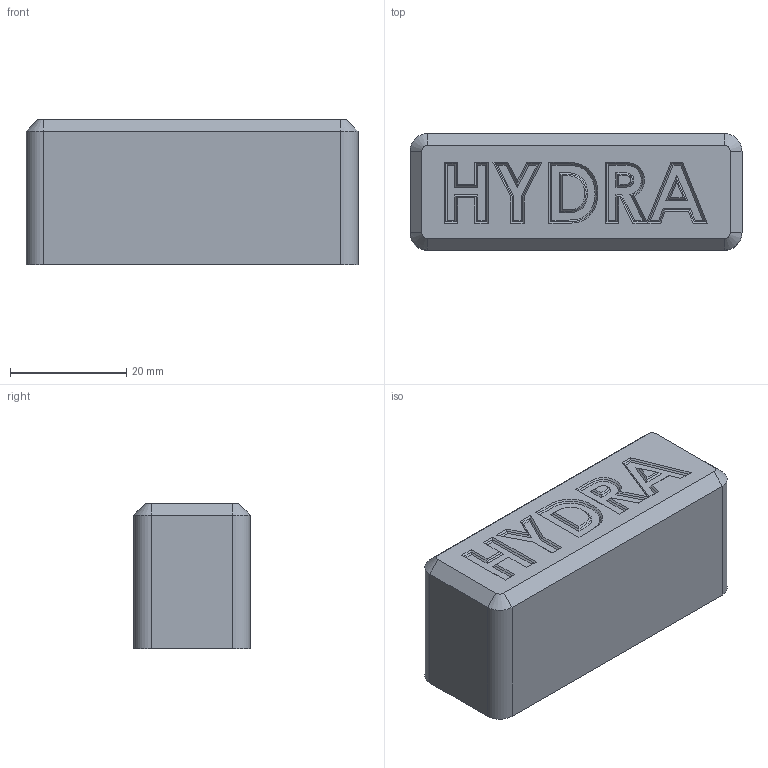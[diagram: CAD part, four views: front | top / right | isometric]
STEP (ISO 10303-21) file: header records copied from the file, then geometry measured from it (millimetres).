
FILE_DESCRIPTION (( 'STEP AP214' ), '1' );
FILE_NAME ('scintillator suport^MPPC_VMM3_Prototype.STEP', '2025-02-14T13:05:34', ( '' ), ( '' ), 'SwSTEP 2.0', 'SolidWorks 2025', '' );
FILE_SCHEMA (( 'AUTOMOTIVE_DESIGN' ));
Length unit declared in the file: millimetre
Products named in the file (1): scintillator suport^MPPC_VMM3_Prototype
Bounding box: 57 x 20 x 24.9 mm (x, y, z)
Volume: 20599.4 mm3; surface area: 9244 mm2
Topology: 1 solids, 1 shells, 228 faces, 532 edges, 308 vertices
Faces by surface type: plane 142, cone 34, cylinder 34, bspline 18
Entity records: 13399 total; most frequent: CARTESIAN_POINT 8387, ORIENTED_EDGE 1040, DIRECTION 979, EDGE_CURVE 520, VECTOR 377, LINE 377, VERTEX_POINT 308, AXIS2_PLACEMENT_3D 301
